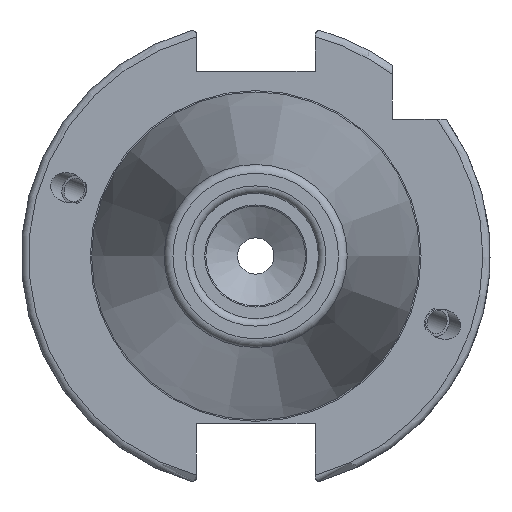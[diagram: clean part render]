
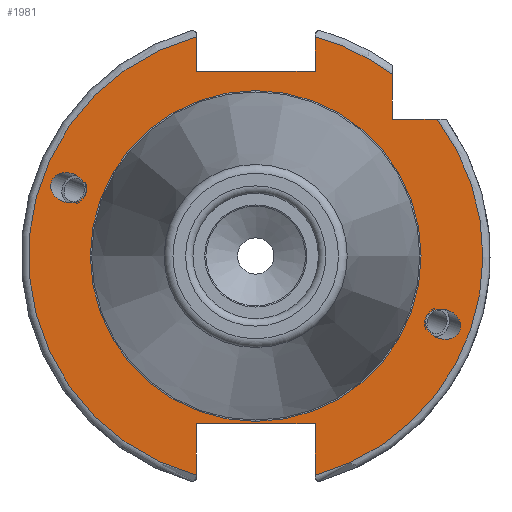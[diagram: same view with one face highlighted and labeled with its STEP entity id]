
A CAD part, left-side view. The second image highlights one B-rep face of the part: STEP entity #1981.
In plain terms, the highlighted planar face has unit normal (-1, 0, 0).
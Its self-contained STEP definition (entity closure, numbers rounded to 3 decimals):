
#132=LINE('',#3408,#233);
#139=LINE('',#3451,#240);
#158=LINE('',#3663,#259);
#168=LINE('',#3733,#269);
#172=LINE('',#3760,#273);
#174=LINE('',#3763,#275);
#175=LINE('',#3766,#276);
#176=LINE('',#3767,#277);
#233=VECTOR('',#2598,10.);
#240=VECTOR('',#2607,10.);
#259=VECTOR('',#2694,10.);
#269=VECTOR('',#2730,10.);
#273=VECTOR('',#2758,10.);
#275=VECTOR('',#2762,10.);
#276=VECTOR('',#2765,10.);
#277=VECTOR('',#2766,10.);
#334=FACE_BOUND('',#595,.T.);
#335=FACE_BOUND('',#596,.T.);
#336=FACE_BOUND('',#597,.T.);
#352=ELLIPSE('',#2109,2.442,2.);
#361=ELLIPSE('',#2157,2.442,2.);
#393=PLANE('',#2220);
#480=FACE_OUTER_BOUND('',#594,.T.);
#594=EDGE_LOOP('',(#1750,#1751,#1752,#1753,#1754,#1755,#1756,#1757,#1758,
#1759,#1760));
#595=EDGE_LOOP('',(#1761));
#596=EDGE_LOOP('',(#1762));
#597=EDGE_LOOP('',(#1763,#1764));
#691=CIRCLE('',#2161,30.775);
#705=CIRCLE('',#2191,30.775);
#709=CIRCLE('',#2200,30.775);
#717=CIRCLE('',#2221,22.4);
#718=CIRCLE('',#2222,22.4);
#830=VERTEX_POINT('',#3213);
#874=VERTEX_POINT('',#3402);
#875=VERTEX_POINT('',#3406);
#876=VERTEX_POINT('',#3407);
#885=VERTEX_POINT('',#3450);
#892=VERTEX_POINT('',#3487);
#913=VERTEX_POINT('',#3617);
#914=VERTEX_POINT('',#3624);
#921=VERTEX_POINT('',#3661);
#927=VERTEX_POINT('',#3707);
#929=VERTEX_POINT('',#3732);
#937=VERTEX_POINT('',#3759);
#938=VERTEX_POINT('',#3765);
#939=VERTEX_POINT('',#3768);
#940=VERTEX_POINT('',#3769);
#1065=EDGE_CURVE('',#830,#830,#352,.T.);
#1125=EDGE_CURVE('',#874,#874,#361,.T.);
#1126=EDGE_CURVE('',#875,#876,#132,.T.);
#1137=EDGE_CURVE('',#885,#875,#139,.T.);
#1146=EDGE_CURVE('',#885,#892,#691,.T.);
#1183=EDGE_CURVE('',#913,#914,#705,.T.);
#1194=EDGE_CURVE('',#913,#921,#158,.T.);
#1204=EDGE_CURVE('',#927,#876,#709,.T.);
#1213=EDGE_CURVE('',#929,#914,#168,.T.);
#1225=EDGE_CURVE('',#937,#892,#172,.T.);
#1227=EDGE_CURVE('',#921,#937,#174,.T.);
#1228=EDGE_CURVE('',#927,#938,#175,.T.);
#1229=EDGE_CURVE('',#938,#929,#176,.T.);
#1230=EDGE_CURVE('',#939,#940,#717,.T.);
#1231=EDGE_CURVE('',#940,#939,#718,.T.);
#1750=ORIENTED_EDGE('',*,*,#1126,.T.);
#1751=ORIENTED_EDGE('',*,*,#1204,.F.);
#1752=ORIENTED_EDGE('',*,*,#1228,.T.);
#1753=ORIENTED_EDGE('',*,*,#1229,.T.);
#1754=ORIENTED_EDGE('',*,*,#1213,.T.);
#1755=ORIENTED_EDGE('',*,*,#1183,.F.);
#1756=ORIENTED_EDGE('',*,*,#1194,.T.);
#1757=ORIENTED_EDGE('',*,*,#1227,.T.);
#1758=ORIENTED_EDGE('',*,*,#1225,.T.);
#1759=ORIENTED_EDGE('',*,*,#1146,.F.);
#1760=ORIENTED_EDGE('',*,*,#1137,.T.);
#1761=ORIENTED_EDGE('',*,*,#1065,.T.);
#1762=ORIENTED_EDGE('',*,*,#1125,.T.);
#1763=ORIENTED_EDGE('',*,*,#1230,.T.);
#1764=ORIENTED_EDGE('',*,*,#1231,.T.);
#1981=ADVANCED_FACE('',(#480,#334,#335,#336),#393,.T.);
#2109=AXIS2_PLACEMENT_3D('',#3215,#2481,#2482);
#2157=AXIS2_PLACEMENT_3D('',#3404,#2594,#2595);
#2161=AXIS2_PLACEMENT_3D('',#3488,#2615,#2616);
#2191=AXIS2_PLACEMENT_3D('',#3625,#2683,#2684);
#2200=AXIS2_PLACEMENT_3D('',#3714,#2709,#2710);
#2220=AXIS2_PLACEMENT_3D('',#3764,#2763,#2764);
#2221=AXIS2_PLACEMENT_3D('',#3770,#2767,#2768);
#2222=AXIS2_PLACEMENT_3D('',#3771,#2769,#2770);
#2481=DIRECTION('center_axis',(1.,0.,0.));
#2482=DIRECTION('ref_axis',(0.,-0.94,-0.342));
#2594=DIRECTION('center_axis',(1.,0.,0.));
#2595=DIRECTION('ref_axis',(0.,0.94,0.342));
#2598=DIRECTION('',(0.,0.,1.));
#2607=DIRECTION('',(0.,1.,0.));
#2615=DIRECTION('center_axis',(1.,0.,0.));
#2616=DIRECTION('ref_axis',(0.,0.,-1.));
#2683=DIRECTION('center_axis',(1.,0.,0.));
#2684=DIRECTION('ref_axis',(0.,0.,-1.));
#2694=DIRECTION('',(0.,0.,1.));
#2709=DIRECTION('center_axis',(1.,0.,0.));
#2710=DIRECTION('ref_axis',(0.,0.,-1.));
#2730=DIRECTION('',(0.,0.,1.));
#2758=DIRECTION('',(0.,0.,-1.));
#2762=DIRECTION('',(0.,-1.,0.));
#2763=DIRECTION('center_axis',(-1.,0.,0.));
#2764=DIRECTION('ref_axis',(0.,0.,1.));
#2765=DIRECTION('',(0.,0.,-1.));
#2766=DIRECTION('',(0.,1.,0.));
#2767=DIRECTION('center_axis',(1.,0.,0.));
#2768=DIRECTION('ref_axis',(0.,0.,-1.));
#2769=DIRECTION('center_axis',(1.,0.,0.));
#2770=DIRECTION('ref_axis',(0.,0.,-1.));
#3213=CARTESIAN_POINT('',(3.2,-23.077,-8.399));
#3215=CARTESIAN_POINT('Origin',(3.2,-25.372,-9.235));
#3402=CARTESIAN_POINT('',(3.2,23.077,8.399));
#3404=CARTESIAN_POINT('Origin',(3.2,25.372,9.235));
#3406=CARTESIAN_POINT('',(3.2,-18.5,18.5));
#3407=CARTESIAN_POINT('',(3.2,-18.5,24.594));
#3408=CARTESIAN_POINT('',(3.2,-18.5,14.25));
#3450=CARTESIAN_POINT('',(3.2,-24.594,18.5));
#3451=CARTESIAN_POINT('',(3.2,6.138,18.5));
#3487=CARTESIAN_POINT('',(3.2,-8.05,-29.704));
#3488=CARTESIAN_POINT('Origin',(3.2,0.,0.));
#3617=CARTESIAN_POINT('',(3.2,8.05,-29.704));
#3624=CARTESIAN_POINT('',(3.2,8.05,29.704));
#3625=CARTESIAN_POINT('Origin',(3.2,0.,0.));
#3661=CARTESIAN_POINT('',(3.2,8.05,-22.7));
#3663=CARTESIAN_POINT('',(3.2,8.05,-11.35));
#3707=CARTESIAN_POINT('',(3.2,-8.05,29.704));
#3714=CARTESIAN_POINT('Origin',(3.2,0.,0.));
#3732=CARTESIAN_POINT('',(3.2,8.05,25.));
#3733=CARTESIAN_POINT('',(3.2,8.05,12.5));
#3759=CARTESIAN_POINT('',(3.2,-8.05,-22.7));
#3760=CARTESIAN_POINT('',(3.2,-8.05,-11.35));
#3763=CARTESIAN_POINT('',(3.2,15.388,-22.7));
#3764=CARTESIAN_POINT('Origin',(3.2,30.775,0.));
#3765=CARTESIAN_POINT('',(3.2,-8.05,25.));
#3766=CARTESIAN_POINT('',(3.2,-8.05,12.5));
#3767=CARTESIAN_POINT('',(3.2,15.388,25.));
#3768=CARTESIAN_POINT('',(3.2,22.4,0.));
#3769=CARTESIAN_POINT('',(3.2,0.,22.4));
#3770=CARTESIAN_POINT('Origin',(3.2,0.,0.));
#3771=CARTESIAN_POINT('Origin',(3.2,0.,0.));
